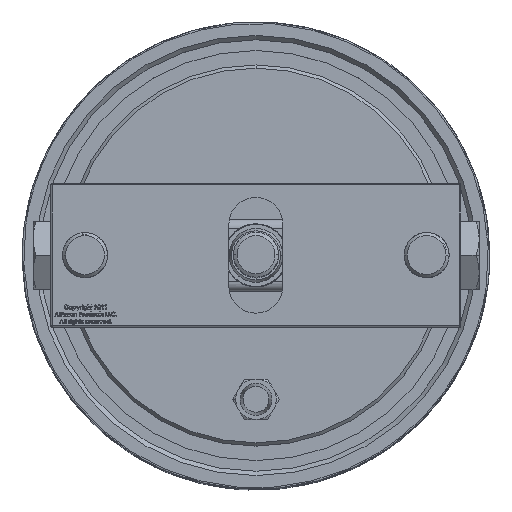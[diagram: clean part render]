
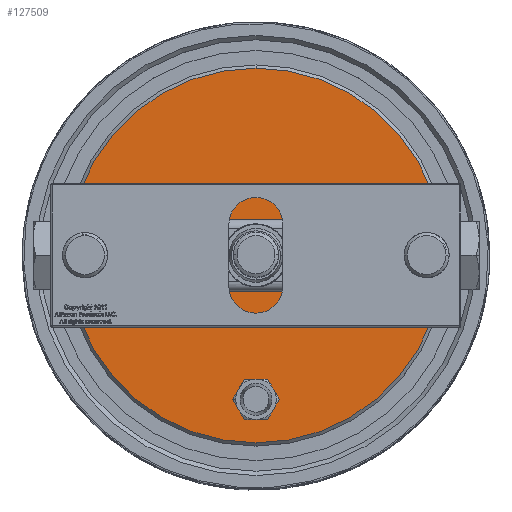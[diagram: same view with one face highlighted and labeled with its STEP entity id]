
A CAD part, top view. The second image highlights one B-rep face of the part: STEP entity #127509.
In plain terms, the highlighted planar face has unit normal (0, 0, 1).
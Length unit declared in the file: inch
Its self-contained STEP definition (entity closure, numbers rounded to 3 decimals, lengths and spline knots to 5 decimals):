
#3552 = DIRECTION ( 'NONE',  ( 0., 0., 1. ) ) ;
#3647 = DIRECTION ( 'NONE',  ( 0., 0., 1. ) ) ;
#4375 = CARTESIAN_POINT ( 'NONE',  ( 2.2225, -0.48, -1.84 ) ) ;
#9700 = CARTESIAN_POINT ( 'NONE',  ( 2.2225, 0.48, -1.84 ) ) ;
#9704 = LINE ( 'NONE', #51210, #29116 ) ;
#11050 = ORIENTED_EDGE ( 'NONE', *, *, #47706, .T. ) ;
#15165 = VERTEX_POINT ( 'NONE', #88139 ) ;
#19420 = VERTEX_POINT ( 'NONE', #9700 ) ;
#20665 = DIRECTION ( 'NONE',  ( 0., 1., 0. ) ) ;
#22088 = CARTESIAN_POINT ( 'NONE',  ( 0.0025, 2.605, -1.84 ) ) ;
#23596 = DIRECTION ( 'NONE',  ( 0., 1., 0. ) ) ;
#23721 = CARTESIAN_POINT ( 'NONE',  ( 0.0025, -1.72999, -1.84 ) ) ;
#25665 = VERTEX_POINT ( 'NONE', #115037 ) ;
#26373 = ORIENTED_EDGE ( 'NONE', *, *, #48313, .T. ) ;
#29116 = VECTOR ( 'NONE', #123480, 39.37008 ) ;
#36185 = EDGE_CURVE ( 'NONE', #65349, #19420, #96584, .T. ) ;
#37870 = EDGE_CURVE ( 'NONE', #15165, #113399, #70635, .T. ) ;
#43188 = ORIENTED_EDGE ( 'NONE', *, *, #45932, .F. ) ;
#45212 = DIRECTION ( 'NONE',  ( 0., -1., 0. ) ) ;
#45932 = EDGE_CURVE ( 'NONE', #87950, #104897, #70185, .T. ) ;
#47706 = EDGE_CURVE ( 'NONE', #19420, #115481, #9704, .T. ) ;
#48313 = EDGE_CURVE ( 'NONE', #113399, #15165, #97233, .T. ) ;
#48487 = LINE ( 'NONE', #94064, #90450 ) ;
#49688 = CARTESIAN_POINT ( 'NONE',  ( 0.0025, 0., -1.84 ) ) ;
#50147 = AXIS2_PLACEMENT_3D ( 'NONE', #97622, #3552, #45212 ) ;
#51181 = AXIS2_PLACEMENT_3D ( 'NONE', #66674, #98240, #107749 ) ;
#51210 = CARTESIAN_POINT ( 'NONE',  ( 2.2225, 0., -1.84 ) ) ;
#51218 = DIRECTION ( 'NONE',  ( -1., 0., 0. ) ) ;
#51960 = ORIENTED_EDGE ( 'NONE', *, *, #129824, .T. ) ;
#53755 = CARTESIAN_POINT ( 'NONE',  ( -2.215, 0.48, -1.84 ) ) ;
#60553 = EDGE_LOOP ( 'NONE', ( #26373, #128036 ) ) ;
#65349 = VERTEX_POINT ( 'NONE', #53755 ) ;
#66674 = CARTESIAN_POINT ( 'NONE',  ( 0.0025, 0., -1.84 ) ) ;
#67544 = DIRECTION ( 'NONE',  ( 1., 0., 0. ) ) ;
#68325 = FACE_OUTER_BOUND ( 'NONE', #60553, .T. ) ;
#68934 = CIRCLE ( 'NONE', #102259, 0.27001 ) ;
#70185 = CIRCLE ( 'NONE', #50147, 0.27001 ) ;
#70635 = CIRCLE ( 'NONE', #51181, 2.605 ) ;
#71240 = ORIENTED_EDGE ( 'NONE', *, *, #36185, .T. ) ;
#76055 = CARTESIAN_POINT ( 'NONE',  ( 2.63876, -2.63626, -1.84 ) ) ;
#76487 = PLANE ( 'NONE',  #91403 ) ;
#78001 = FACE_BOUND ( 'NONE', #127847, .T. ) ;
#78502 = DIRECTION ( 'NONE',  ( 0., 1., 0. ) ) ;
#78602 = DIRECTION ( 'NONE',  ( 0., 0., 1. ) ) ;
#83438 = CARTESIAN_POINT ( 'NONE',  ( 0.0025, -2., -1.84 ) ) ;
#85899 = ORIENTED_EDGE ( 'NONE', *, *, #126903, .T. ) ;
#87950 = VERTEX_POINT ( 'NONE', #23721 ) ;
#88139 = CARTESIAN_POINT ( 'NONE',  ( 0.0025, -2.605, -1.84 ) ) ;
#88542 = EDGE_CURVE ( 'NONE', #104897, #87950, #68934, .T. ) ;
#90450 = VECTOR ( 'NONE', #51218, 39.37008 ) ;
#91403 = AXIS2_PLACEMENT_3D ( 'NONE', #76055, #3647, #23596 ) ;
#91743 = VECTOR ( 'NONE', #67544, 39.37008 ) ;
#93376 = CARTESIAN_POINT ( 'NONE',  ( 0.0025, -2.27002, -1.84 ) ) ;
#94064 = CARTESIAN_POINT ( 'NONE',  ( 0.0025, -0.48, -1.84 ) ) ;
#96584 = LINE ( 'NONE', #127634, #91743 ) ;
#97233 = CIRCLE ( 'NONE', #129055, 2.605 ) ;
#97622 = CARTESIAN_POINT ( 'NONE',  ( 0.0025, -2., -1.84 ) ) ;
#98240 = DIRECTION ( 'NONE',  ( 0., 0., 1. ) ) ;
#99228 = LINE ( 'NONE', #130421, #107321 ) ;
#102259 = AXIS2_PLACEMENT_3D ( 'NONE', #83438, #114617, #115533 ) ;
#104897 = VERTEX_POINT ( 'NONE', #93376 ) ;
#107321 = VECTOR ( 'NONE', #78502, 39.37008 ) ;
#107749 = DIRECTION ( 'NONE',  ( 0., 1., 0. ) ) ;
#112000 = FACE_BOUND ( 'NONE', #129065, .T. ) ;
#113069 = ORIENTED_EDGE ( 'NONE', *, *, #88542, .F. ) ;
#113399 = VERTEX_POINT ( 'NONE', #22088 ) ;
#114617 = DIRECTION ( 'NONE',  ( 0., 0., 1. ) ) ;
#115037 = CARTESIAN_POINT ( 'NONE',  ( -2.215, -0.48, -1.84 ) ) ;
#115481 = VERTEX_POINT ( 'NONE', #4375 ) ;
#115533 = DIRECTION ( 'NONE',  ( 0., -1., 0. ) ) ;
#123480 = DIRECTION ( 'NONE',  ( 0., -1., 0. ) ) ;
#126903 = EDGE_CURVE ( 'NONE', #25665, #65349, #99228, .T. ) ;
#127509 = ADVANCED_FACE ( 'NONE', ( #112000, #78001, #68325 ), #76487, .T. ) ;
#127634 = CARTESIAN_POINT ( 'NONE',  ( 0.0025, 0.48, -1.84 ) ) ;
#127847 = EDGE_LOOP ( 'NONE', ( #51960, #85899, #71240, #11050 ) ) ;
#128036 = ORIENTED_EDGE ( 'NONE', *, *, #37870, .T. ) ;
#129055 = AXIS2_PLACEMENT_3D ( 'NONE', #49688, #78602, #20665 ) ;
#129065 = EDGE_LOOP ( 'NONE', ( #113069, #43188 ) ) ;
#129824 = EDGE_CURVE ( 'NONE', #115481, #25665, #48487, .T. ) ;
#130421 = CARTESIAN_POINT ( 'NONE',  ( -2.215, 0., -1.84 ) ) ;
